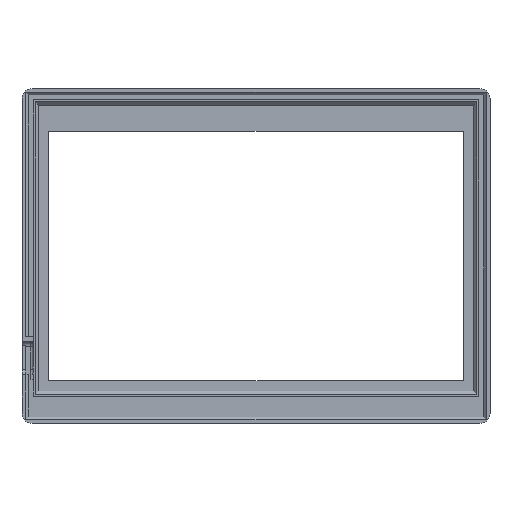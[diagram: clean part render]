
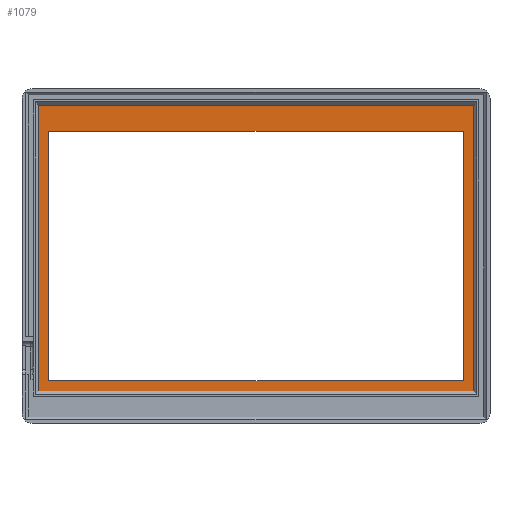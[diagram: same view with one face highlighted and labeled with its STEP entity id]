
A CAD part, top view. The second image highlights one B-rep face of the part: STEP entity #1079.
In plain terms, the highlighted planar face has unit normal (0, 0, 1).
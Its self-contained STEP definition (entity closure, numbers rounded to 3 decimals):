
#17=FACE_BOUND('',#162,.T.);
#101=FACE_OUTER_BOUND('',#161,.T.);
#161=EDGE_LOOP('',(#945,#946,#947,#948));
#162=EDGE_LOOP('',(#949,#950,#951,#952));
#259=LINE('',#1716,#388);
#263=LINE('',#1723,#392);
#266=LINE('',#1729,#395);
#267=LINE('',#1731,#396);
#276=LINE('',#1751,#405);
#282=LINE('',#1762,#411);
#283=LINE('',#1765,#412);
#286=LINE('',#1770,#415);
#388=VECTOR('',#1367,10.);
#392=VECTOR('',#1373,10.);
#395=VECTOR('',#1378,10.);
#396=VECTOR('',#1381,10.);
#405=VECTOR('',#1402,10.);
#411=VECTOR('',#1410,10.);
#412=VECTOR('',#1413,10.);
#415=VECTOR('',#1418,10.);
#502=VERTEX_POINT('',#1713);
#503=VERTEX_POINT('',#1715);
#505=VERTEX_POINT('',#1721);
#507=VERTEX_POINT('',#1727);
#511=VERTEX_POINT('',#1749);
#512=VERTEX_POINT('',#1750);
#516=VERTEX_POINT('',#1760);
#517=VERTEX_POINT('',#1764);
#633=EDGE_CURVE('',#503,#502,#259,.T.);
#637=EDGE_CURVE('',#502,#505,#263,.T.);
#640=EDGE_CURVE('',#505,#507,#266,.T.);
#641=EDGE_CURVE('',#507,#503,#267,.T.);
#650=EDGE_CURVE('',#511,#512,#276,.T.);
#656=EDGE_CURVE('',#516,#511,#282,.T.);
#657=EDGE_CURVE('',#517,#516,#283,.T.);
#660=EDGE_CURVE('',#512,#517,#286,.T.);
#945=ORIENTED_EDGE('',*,*,#640,.T.);
#946=ORIENTED_EDGE('',*,*,#641,.T.);
#947=ORIENTED_EDGE('',*,*,#633,.T.);
#948=ORIENTED_EDGE('',*,*,#637,.T.);
#949=ORIENTED_EDGE('',*,*,#657,.F.);
#950=ORIENTED_EDGE('',*,*,#660,.F.);
#951=ORIENTED_EDGE('',*,*,#650,.F.);
#952=ORIENTED_EDGE('',*,*,#656,.F.);
#1025=PLANE('',#1170);
#1079=ADVANCED_FACE('',(#101,#17),#1025,.F.);
#1170=AXIS2_PLACEMENT_3D('',#1791,#1441,#1442);
#1367=DIRECTION('',(1.,0.,0.));
#1373=DIRECTION('',(0.,1.,0.));
#1378=DIRECTION('',(-1.,0.,0.));
#1381=DIRECTION('',(0.,-1.,0.));
#1402=DIRECTION('',(0.,1.,0.));
#1410=DIRECTION('',(1.,0.,0.));
#1413=DIRECTION('',(0.,-1.,0.));
#1418=DIRECTION('',(-1.,0.,0.));
#1441=DIRECTION('center_axis',(0.,0.,-1.));
#1442=DIRECTION('ref_axis',(-1.,0.,0.));
#1713=CARTESIAN_POINT('',(86.1,-53.45,1.9));
#1715=CARTESIAN_POINT('',(-86.1,-53.45,1.9));
#1716=CARTESIAN_POINT('',(43.05,-53.45,1.9));
#1721=CARTESIAN_POINT('',(86.1,59.75,1.9));
#1723=CARTESIAN_POINT('',(86.1,29.875,1.9));
#1727=CARTESIAN_POINT('',(-86.1,59.75,1.9));
#1729=CARTESIAN_POINT('',(-43.05,59.75,1.9));
#1731=CARTESIAN_POINT('',(-86.1,-26.725,1.9));
#1749=CARTESIAN_POINT('',(82.1,-49.46,1.9));
#1750=CARTESIAN_POINT('',(82.1,49.46,1.9));
#1751=CARTESIAN_POINT('',(82.1,24.73,1.9));
#1760=CARTESIAN_POINT('',(-82.1,-49.46,1.9));
#1762=CARTESIAN_POINT('',(41.05,-49.46,1.9));
#1764=CARTESIAN_POINT('',(-82.1,49.46,1.9));
#1765=CARTESIAN_POINT('',(-82.1,-24.73,1.9));
#1770=CARTESIAN_POINT('',(-41.05,49.46,1.9));
#1791=CARTESIAN_POINT('Origin',(0.,0.,
1.9));
